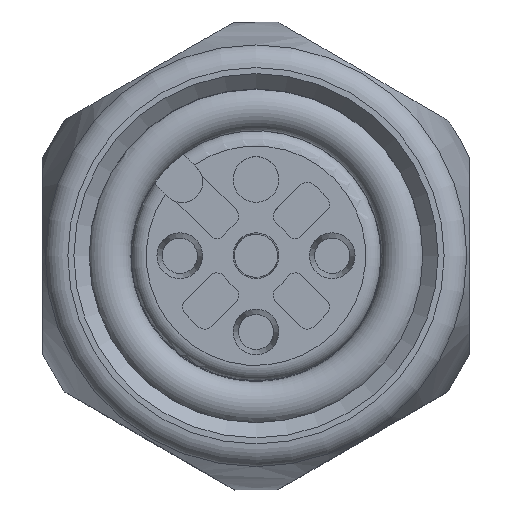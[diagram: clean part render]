
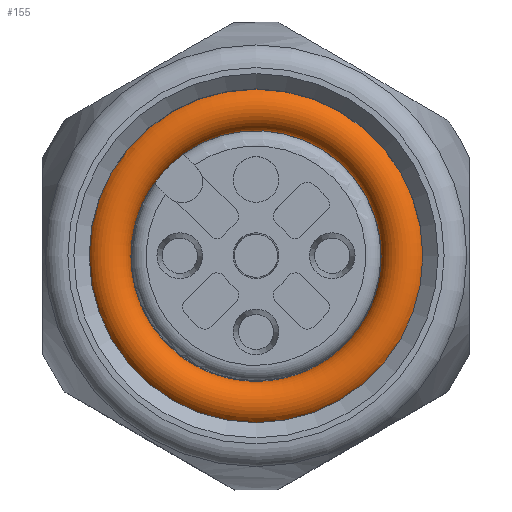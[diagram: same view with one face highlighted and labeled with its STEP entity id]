
A CAD part, top view. The second image highlights one B-rep face of the part: STEP entity #155.
In plain terms, the highlighted toroidal (fillet/blend) face has major radius 4.85 mm and minor radius 0.75 mm.
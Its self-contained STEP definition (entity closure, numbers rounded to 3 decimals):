
#87=TOROIDAL_SURFACE('',#1183,4.85,0.75);
#155=ADVANCED_FACE('',(#281,#282),#87,.T.);
#281=FACE_BOUND('',#349,.T.);
#282=FACE_BOUND('',#350,.T.);
#349=EDGE_LOOP('',(#567));
#350=EDGE_LOOP('',(#568));
#442=CIRCLE('',#1150,5.475);
#455=CIRCLE('',#1182,4.102);
#567=ORIENTED_EDGE('',*,*,#911,.F.);
#568=ORIENTED_EDGE('',*,*,#930,.F.);
#807=VERTEX_POINT('',#1708);
#826=VERTEX_POINT('',#1903);
#911=EDGE_CURVE('',#807,#807,#442,.T.);
#930=EDGE_CURVE('',#826,#826,#455,.T.);
#1150=AXIS2_PLACEMENT_3D('',#1707,#1343,#1344);
#1182=AXIS2_PLACEMENT_3D('',#1902,#1407,#1408);
#1183=AXIS2_PLACEMENT_3D('',#1904,#1409,#1410);
#1343=DIRECTION('',(0.,0.,-1.));
#1344=DIRECTION('',(-1.,0.,0.));
#1407=DIRECTION('',(0.,0.,1.));
#1408=DIRECTION('',(-1.,0.,0.));
#1409=DIRECTION('',(0.,0.,1.));
#1410=DIRECTION('',(1.,0.,0.));
#1707=CARTESIAN_POINT('',(0.,0.,-8.085));
#1708=CARTESIAN_POINT('',(-5.475,0.,-8.085));
#1902=CARTESIAN_POINT('',(0.,0.,-8.45));
#1903=CARTESIAN_POINT('',(-4.102,0.,-8.45));
#1904=CARTESIAN_POINT('',(0.,0.,-8.5));
